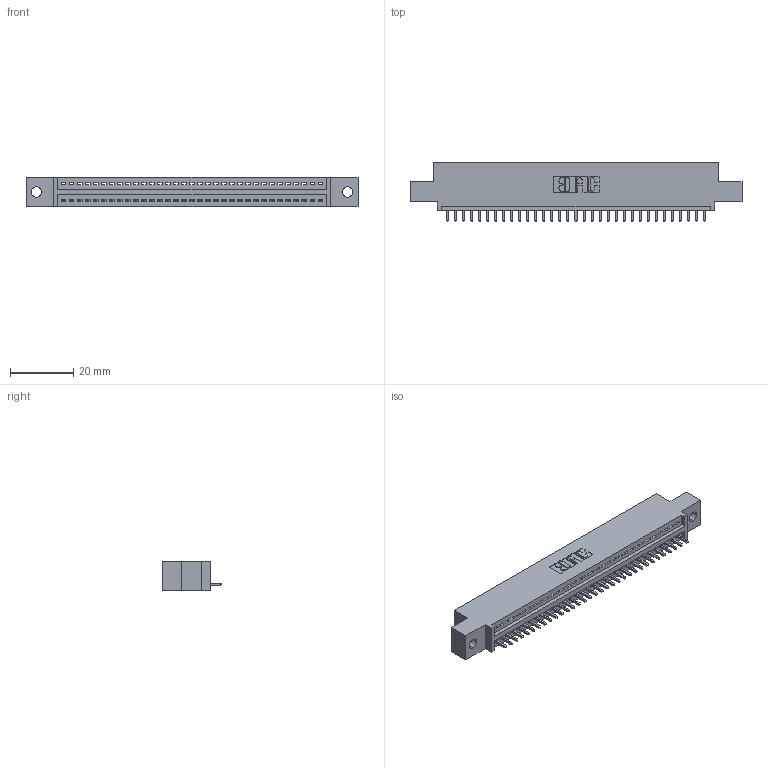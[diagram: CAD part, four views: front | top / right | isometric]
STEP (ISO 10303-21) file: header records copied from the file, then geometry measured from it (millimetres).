
FILE_DESCRIPTION (( 'STEP AP203' ), '1' );
FILE_NAME ('345-033-521-402.STEP', '2018-08-24T10:28:10', ( '' ), ( '' ), 'SwSTEP 2.0', 'SolidWorks 2016', '' );
FILE_SCHEMA (( 'CONFIG_CONTROL_DESIGN' ));
Length unit declared in the file: inch
Products named in the file (3): 345 Part_0.110 Offset - 0.128 Dia; 345-292-001_345-293-121; 345-033-521-402
Assembly tree (34 placements, depth 2):
  345-033-521-402
    345 Part_0.110 Offset - 0.128 Dia
    345-292-001_345-293-121  x33
Bounding box: 105.03 x 18.72 x 9.4 mm (x, y, z)
Volume: 9698.1 mm3; surface area: 12208.8 mm2
Topology: 34 solids, 34 shells, 2044 faces, 6161 edges, 4062 vertices
Faces by surface type: plane 1404, cylinder 640
Entity records: 26201 total; most frequent: CARTESIAN_POINT 4547, ORIENTED_EDGE 4514, DIRECTION 3983, EDGE_CURVE 2257, LINE 1993, VECTOR 1993, VERTEX_POINT 1502, AXIS2_PLACEMENT_3D 995
